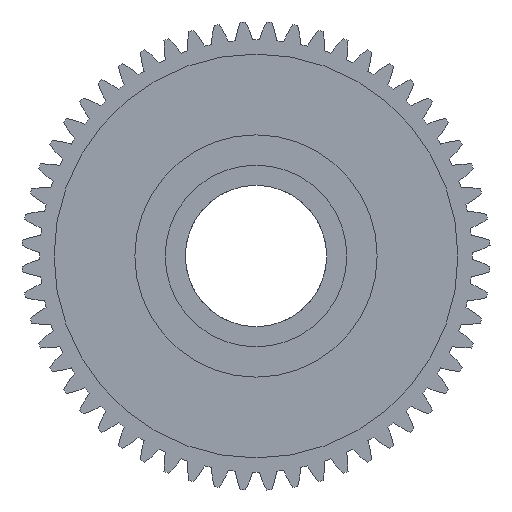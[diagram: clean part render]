
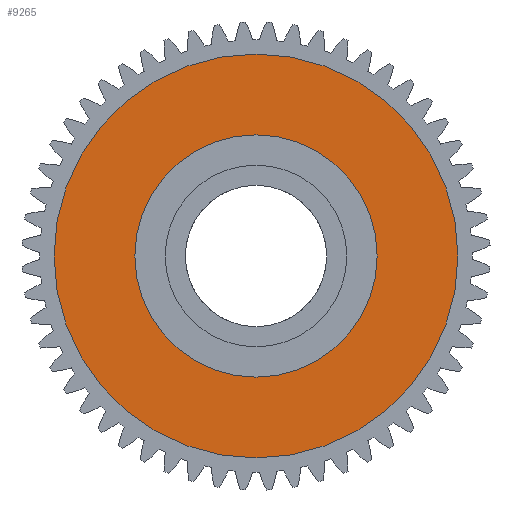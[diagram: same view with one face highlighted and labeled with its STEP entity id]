
A CAD part, left-side view. The second image highlights one B-rep face of the part: STEP entity #9265.
In plain terms, the highlighted planar face has unit normal (-1, 0, 0).
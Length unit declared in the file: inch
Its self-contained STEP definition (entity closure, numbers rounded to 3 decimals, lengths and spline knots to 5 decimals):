
#707 = EDGE_CURVE ( 'NONE', #7245, #8667, #3077, .T. ) ;
#722 = EDGE_CURVE ( 'NONE', #5943, #5124, #3060, .T. ) ;
#1699 = AXIS2_PLACEMENT_3D ( 'NONE', #8369, #8265, #8264 ) ;
#1982 = DIRECTION ( 'NONE',  ( 0., 0., 1. ) ) ;
#1984 = DIRECTION ( 'NONE',  ( -1., 0., 0. ) ) ;
#2005 = CARTESIAN_POINT ( 'NONE',  ( 0.131, 0., 0. ) ) ;
#2053 = DIRECTION ( 'NONE',  ( 0., 0., 1. ) ) ;
#2066 = DIRECTION ( 'NONE',  ( -1., 0., 0. ) ) ;
#2090 = CARTESIAN_POINT ( 'NONE',  ( 0.131, 0., 0. ) ) ;
#3060 = CIRCLE ( 'NONE', #6443, 0.75 ) ;
#3077 = CIRCLE ( 'NONE', #6445, 1.25 ) ;
#3389 = EDGE_LOOP ( 'NONE', ( #4497, #4531 ) ) ;
#3401 = EDGE_LOOP ( 'NONE', ( #4145, #4623 ) ) ;
#3722 = AXIS2_PLACEMENT_3D ( 'NONE', #8775, #8748, #8612 ) ;
#3723 = AXIS2_PLACEMENT_3D ( 'NONE', #9556, #9466, #9439 ) ;
#4145 = ORIENTED_EDGE ( 'NONE', *, *, #6834, .F. ) ;
#4497 = ORIENTED_EDGE ( 'NONE', *, *, #707, .T. ) ;
#4531 = ORIENTED_EDGE ( 'NONE', *, *, #6852, .T. ) ;
#4623 = ORIENTED_EDGE ( 'NONE', *, *, #722, .F. ) ;
#5124 = VERTEX_POINT ( 'NONE', #8791 ) ;
#5426 = FACE_OUTER_BOUND ( 'NONE', #3389, .T. ) ;
#5468 = FACE_BOUND ( 'NONE', #3401, .T. ) ;
#5943 = VERTEX_POINT ( 'NONE', #6873 ) ;
#6443 = AXIS2_PLACEMENT_3D ( 'NONE', #2005, #1984, #1982 ) ;
#6445 = AXIS2_PLACEMENT_3D ( 'NONE', #2090, #2066, #2053 ) ;
#6834 = EDGE_CURVE ( 'NONE', #5124, #5943, #9521, .T. ) ;
#6852 = EDGE_CURVE ( 'NONE', #8667, #7245, #9478, .T. ) ;
#6873 = CARTESIAN_POINT ( 'NONE',  ( 0.131, 0., -0.75 ) ) ;
#7245 = VERTEX_POINT ( 'NONE', #8796 ) ;
#7929 = CARTESIAN_POINT ( 'NONE',  ( 0.131, 0., -1.25 ) ) ;
#8264 = DIRECTION ( 'NONE',  ( 0., 0., 1. ) ) ;
#8265 = DIRECTION ( 'NONE',  ( -1., 0., 0. ) ) ;
#8369 = CARTESIAN_POINT ( 'NONE',  ( 0.131, 0., 0. ) ) ;
#8495 = PLANE ( 'NONE',  #1699 ) ;
#8612 = DIRECTION ( 'NONE',  ( 0., 0., 1. ) ) ;
#8667 = VERTEX_POINT ( 'NONE', #7929 ) ;
#8748 = DIRECTION ( 'NONE',  ( -1., 0., 0. ) ) ;
#8775 = CARTESIAN_POINT ( 'NONE',  ( 0.131, 0., 0. ) ) ;
#8791 = CARTESIAN_POINT ( 'NONE',  ( 0.131, 0., 0.75 ) ) ;
#8796 = CARTESIAN_POINT ( 'NONE',  ( 0.131, 0., 1.25 ) ) ;
#9265 = ADVANCED_FACE ( 'NONE', ( #5468, #5426 ), #8495, .T. ) ;
#9439 = DIRECTION ( 'NONE',  ( 0., 0., 1. ) ) ;
#9466 = DIRECTION ( 'NONE',  ( -1., 0., 0. ) ) ;
#9478 = CIRCLE ( 'NONE', #3722, 1.25 ) ;
#9521 = CIRCLE ( 'NONE', #3723, 0.75 ) ;
#9556 = CARTESIAN_POINT ( 'NONE',  ( 0.131, 0., 0. ) ) ;
